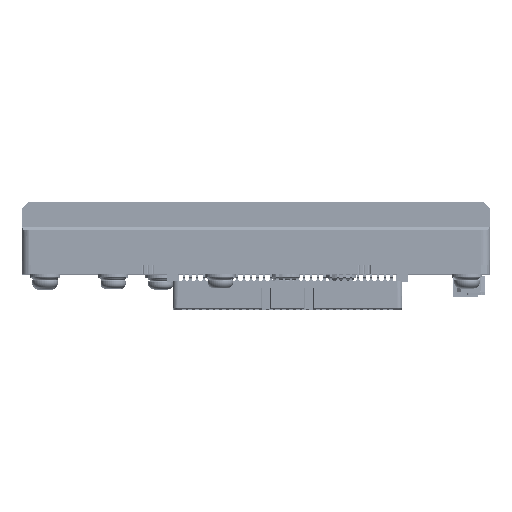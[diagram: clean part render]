
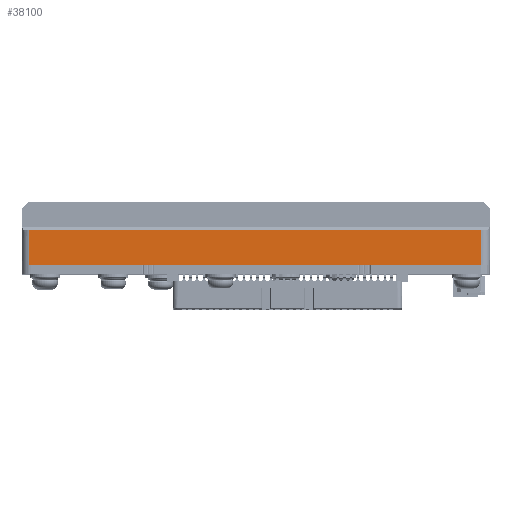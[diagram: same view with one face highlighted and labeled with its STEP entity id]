
A CAD part, top view. The second image highlights one B-rep face of the part: STEP entity #38100.
In plain terms, the highlighted planar face has unit normal (0, 0, 1).
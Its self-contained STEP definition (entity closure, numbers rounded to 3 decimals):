
#21580=CARTESIAN_POINT('',(-83.807,1026.522,
-40.551));
#21590=VERTEX_POINT('',#21580);
#21620=CARTESIAN_POINT('',(-83.807,1021.315,
-40.551));
#21630=DIRECTION('',(0.,1.,0.));
#21640=VECTOR('',#21630,1.);
#21650=LINE('',#21620,#21640);
#21660=CARTESIAN_POINT('',(-83.807,1021.315,
-40.551));
#21670=VERTEX_POINT('',#21660);
#21680=EDGE_CURVE('',#21670,#21590,#21650,.T.);
#30660=CARTESIAN_POINT('',(-16.266,1026.522,
-40.551));
#30670=VERTEX_POINT('',#30660);
#30940=CARTESIAN_POINT('',(-16.266,1021.315,
-40.551));
#30950=VERTEX_POINT('',#30940);
#30980=CARTESIAN_POINT('',(-16.266,1021.315,
-40.551));
#30990=DIRECTION('',(0.,1.,0.));
#31000=VECTOR('',#30990,1.);
#31010=LINE('',#30980,#31000);
#31020=EDGE_CURVE('',#30950,#30670,#31010,.T.);
#37890=CARTESIAN_POINT('',(-16.266,1023.22,
-40.551));
#37900=DIRECTION('',(0.,0.,1.));
#37910=DIRECTION('',(-1.,0.,0.));
#37920=AXIS2_PLACEMENT_3D('',#37890,#37900,#37910);
#37930=PLANE('',#37920);
#37940=CARTESIAN_POINT('',(0.,1026.522,-40.551));
#37950=DIRECTION('',(-1.,0.,0.));
#37960=VECTOR('',#37950,1.);
#37970=LINE('',#37940,#37960);
#37980=EDGE_CURVE('',#30670,#21590,#37970,.T.);
#37990=ORIENTED_EDGE('',*,*,#37980,.T.);
#38000=ORIENTED_EDGE('',*,*,#31020,.T.);
#38010=CARTESIAN_POINT('',(-83.896,1021.315,
-40.551));
#38020=DIRECTION('',(1.,0.,0.));
#38030=VECTOR('',#38020,1.);
#38040=LINE('',#38010,#38030);
#38050=EDGE_CURVE('',#21670,#30950,#38040,.T.);
#38060=ORIENTED_EDGE('',*,*,#38050,.T.);
#38070=ORIENTED_EDGE('',*,*,#21680,.F.);
#38080=EDGE_LOOP('',(#38070,#38060,#38000,#37990));
#38090=FACE_OUTER_BOUND('',#38080,.T.);
#38100=ADVANCED_FACE('',(#38090),#37930,.T.);
